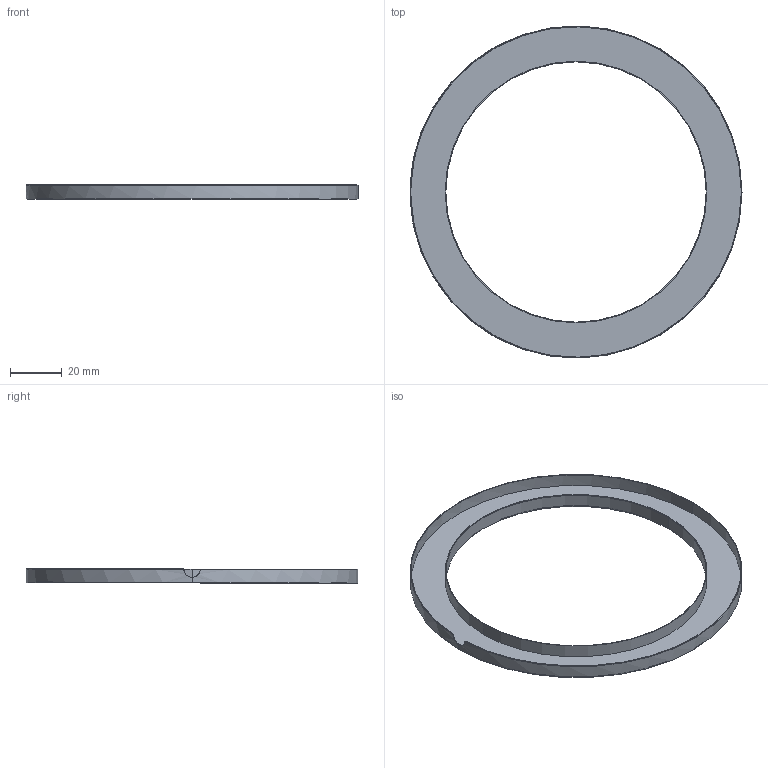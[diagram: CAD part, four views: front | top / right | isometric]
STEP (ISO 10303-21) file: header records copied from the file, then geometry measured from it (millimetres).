
FILE_DESCRIPTION(('STEP AP214'),'1');
FILE_NAME('rogowskilower.stp','2014-03-21T22:36:05',('Simon Woodruff'),('Woodruff Scientific Inc'),'Spatial InterOp 3D',' ',' ');
FILE_SCHEMA(('automotive_design'));
Length unit declared in the file: inch
Products named in the file (1): ACIS Solid_5293
Bounding box: 128.08 x 128.08 x 5.71 mm (x, y, z)
Volume: 2235.4 mm3; surface area: 17473.7 mm2
Topology: 1 solids, 1 shells, 26 faces, 63 edges, 42 vertices
Faces by surface type: cylinder 18, plane 8
Entity records: 1129 total; most frequent: CARTESIAN_POINT 266, DIRECTION 139, ORIENTED_EDGE 126, EDGE_CURVE 63, AXIS2_PLACEMENT_3D 59, VERTEX_POINT 42, CIRCLE 32, EDGE_LOOP 31
